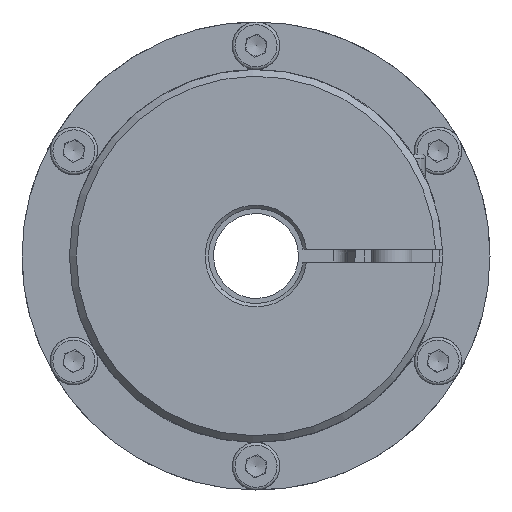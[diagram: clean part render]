
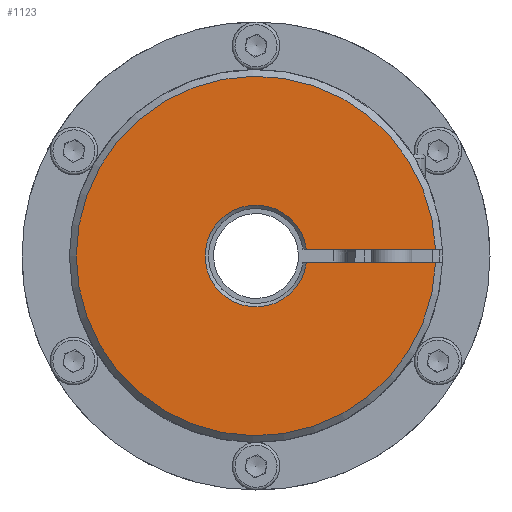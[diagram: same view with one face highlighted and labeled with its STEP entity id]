
A CAD part, left-side view. The second image highlights one B-rep face of the part: STEP entity #1123.
In plain terms, the highlighted planar face has unit normal (-1, 0, 0).
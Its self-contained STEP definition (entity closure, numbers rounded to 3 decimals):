
#1123 = ADVANCED_FACE( '', ( #2692 ), #2693, .F. );
#2692 = FACE_OUTER_BOUND( '', #4732, .T. );
#2693 = PLANE( '', #4733 );
#4732 = EDGE_LOOP( '', ( #8090, #8091, #8092, #8093 ) );
#4733 = AXIS2_PLACEMENT_3D( '', #8094, #8095, #8096 );
#8090 = ORIENTED_EDGE( '', *, *, #12400, .F. );
#8091 = ORIENTED_EDGE( '', *, *, #12401, .T. );
#8092 = ORIENTED_EDGE( '', *, *, #12402, .F. );
#8093 = ORIENTED_EDGE( '', *, *, #12403, .T. );
#8094 = CARTESIAN_POINT( '', ( -50.5, 10.141, 24.483 ) );
#8095 = DIRECTION( '', ( 1., 0., 0. ) );
#8096 = DIRECTION( '', ( 0., 1., 0. ) );
#12400 = EDGE_CURVE( '', #15185, #15186, #15187, .T. );
#12401 = EDGE_CURVE( '', #15185, #15188, #15189, .T. );
#12402 = EDGE_CURVE( '', #15190, #15188, #15191, .T. );
#12403 = EDGE_CURVE( '', #15190, #15186, #15192, .T. );
#15185 = VERTEX_POINT( '', #19992 );
#15186 = VERTEX_POINT( '', #19993 );
#15187 = LINE( '', #19994, #19995 );
#15188 = VERTEX_POINT( '', #19996 );
#15189 = CIRCLE( '', #19997, 7.5 );
#15190 = VERTEX_POINT( '', #19998 );
#15191 = LINE( '', #19999, #20000 );
#15192 = CIRCLE( '', #20001, 26.5 );
#19992 = CARTESIAN_POINT( '', ( -50.5, -7.433, -1. ) );
#19993 = CARTESIAN_POINT( '', ( -50.5, -26.481, -1. ) );
#19994 = CARTESIAN_POINT( '', ( -50.5, 10.141, -1. ) );
#19995 = VECTOR( '', #23857, 1000. );
#19996 = CARTESIAN_POINT( '', ( -50.5, -7.433, 1. ) );
#19997 = AXIS2_PLACEMENT_3D( '', #23858, #23859, #23860 );
#19998 = CARTESIAN_POINT( '', ( -50.5, -26.481, 1. ) );
#19999 = CARTESIAN_POINT( '', ( -50.5, 10.141, 1. ) );
#20000 = VECTOR( '', #23861, 1000. );
#20001 = AXIS2_PLACEMENT_3D( '', #23862, #23863, #23864 );
#23857 = DIRECTION( '', ( 0., -1., 0. ) );
#23858 = CARTESIAN_POINT( '', ( -50.5, 0., 0. ) );
#23859 = DIRECTION( '', ( 1., 0., 0. ) );
#23860 = DIRECTION( '', ( 0., 0., -1. ) );
#23861 = DIRECTION( '', ( 0., 1., 0. ) );
#23862 = CARTESIAN_POINT( '', ( -50.5, 0., 0. ) );
#23863 = DIRECTION( '', ( -1., 0., 0. ) );
#23864 = DIRECTION( '', ( 0., 0.383, 0.924 ) );
